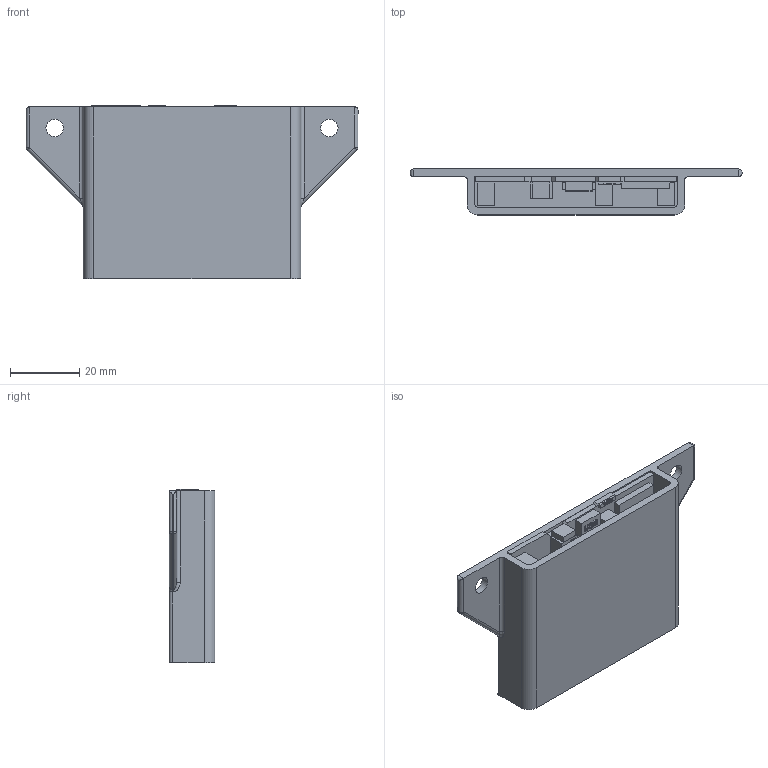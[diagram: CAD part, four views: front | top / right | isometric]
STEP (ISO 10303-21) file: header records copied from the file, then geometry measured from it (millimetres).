
FILE_DESCRIPTION(/* description */ (''),/* implementation_level */ '2;1');
FILE_NAME(/* name */ 'V2_wall_mount.step',/* time_stamp */ '2025-12-12T11:02:59-05:00',/* author */ (''),/* organization */ (''),/* preprocessor_version */ 'ST-DEVELOPER v20.1',/* originating_system */ 'Autodesk Translation Framework v14.21.0.0',/* authorisation */ '');
FILE_SCHEMA (('AUTOMOTIVE_DESIGN { 1 0 10303 214 3 1 1 }'));
Length unit declared in the file: millimetre
Products named in the file (2): audiomount v2; audioMothDev1_0_1
Assembly tree (1 placements, depth 2):
  audiomount v2
    audioMothDev1_0_1
Bounding box: 95.76 x 13.22 x 50.07 mm (x, y, z)
Volume: 24614.8 mm3; surface area: 24274 mm2
Topology: 3 solids, 3 shells, 650 faces, 1772 edges, 1174 vertices
Faces by surface type: plane 311, bspline 308, cylinder 25, sphere 4, torus 2
Full cylindrical faces by diameter (mm): 1.258 x1, 5 x2
Entity records: 23289 total; most frequent: CARTESIAN_POINT 8854, ORIENTED_EDGE 3544, DIRECTION 1900, EDGE_CURVE 1772, VERTEX_POINT 1174, LINE 1110, VECTOR 1110, EDGE_LOOP 702
